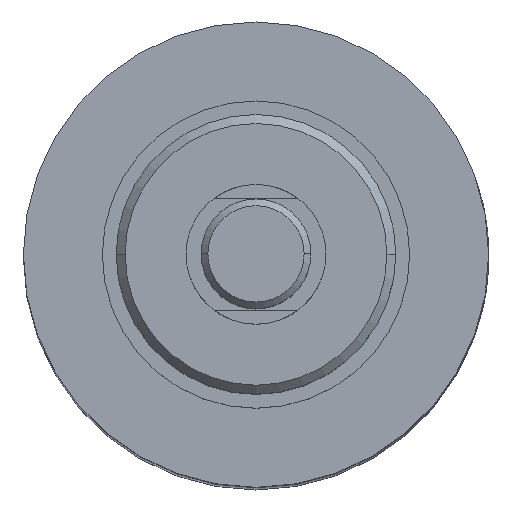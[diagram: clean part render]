
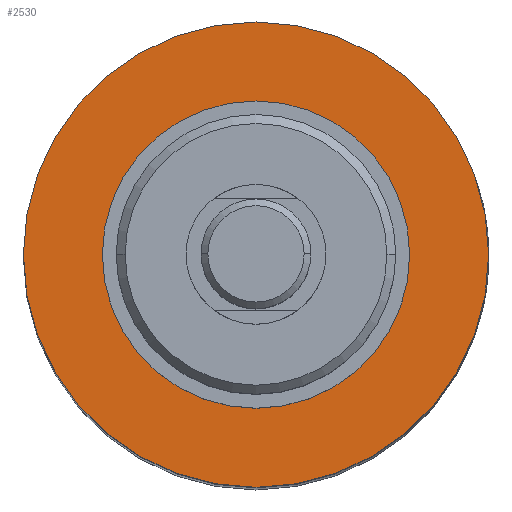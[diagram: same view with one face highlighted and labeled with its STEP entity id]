
A CAD part, top view. The second image highlights one B-rep face of the part: STEP entity #2530.
In plain terms, the highlighted planar face has unit normal (0, 0, 1).
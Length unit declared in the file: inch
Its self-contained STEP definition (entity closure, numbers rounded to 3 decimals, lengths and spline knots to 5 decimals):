
#12 = DIRECTION ( 'NONE',  ( 1., 0., 0. ) ) ;
#15 = DIRECTION ( 'NONE',  ( 1., 0., 0. ) ) ;
#23 = CARTESIAN_POINT ( 'NONE',  ( 0., 0., 0.92 ) ) ;
#44 = DIRECTION ( 'NONE',  ( 1., 0., 0. ) ) ;
#101 = FACE_BOUND ( 'NONE', #589, .T. ) ;
#247 = DIRECTION ( 'NONE',  ( 1., 0., 0. ) ) ;
#313 = CIRCLE ( 'NONE', #504, 0.68675 ) ;
#483 = DIRECTION ( 'NONE',  ( 0., 0., 1. ) ) ;
#504 = AXIS2_PLACEMENT_3D ( 'NONE', #1213, #2754, #1441 ) ;
#589 = EDGE_LOOP ( 'NONE', ( #2885, #2738 ) ) ;
#605 = VERTEX_POINT ( 'NONE', #838 ) ;
#662 = CARTESIAN_POINT ( 'NONE',  ( 0.68675, 0., 0.92 ) ) ;
#784 = AXIS2_PLACEMENT_3D ( 'NONE', #2691, #1371, #15 ) ;
#811 = CIRCLE ( 'NONE', #1166, 1.04 ) ;
#838 = CARTESIAN_POINT ( 'NONE',  ( 1.04, 0., 0.92 ) ) ;
#865 = AXIS2_PLACEMENT_3D ( 'NONE', #2689, #1369, #12 ) ;
#915 = CIRCLE ( 'NONE', #784, 0.68675 ) ;
#1080 = EDGE_CURVE ( 'NONE', #605, #2378, #1341, .T. ) ;
#1110 = EDGE_CURVE ( 'NONE', #2378, #605, #811, .T. ) ;
#1166 = AXIS2_PLACEMENT_3D ( 'NONE', #23, #1605, #247 ) ;
#1213 = CARTESIAN_POINT ( 'NONE',  ( 0., 0., 0.92 ) ) ;
#1314 = FACE_OUTER_BOUND ( 'NONE', #1416, .T. ) ;
#1341 = CIRCLE ( 'NONE', #865, 1.04 ) ;
#1369 = DIRECTION ( 'NONE',  ( 0., 0., 1. ) ) ;
#1371 = DIRECTION ( 'NONE',  ( 0., 0., 1. ) ) ;
#1416 = EDGE_LOOP ( 'NONE', ( #2130, #1546 ) ) ;
#1441 = DIRECTION ( 'NONE',  ( 1., 0., 0. ) ) ;
#1546 = ORIENTED_EDGE ( 'NONE', *, *, #1080, .T. ) ;
#1605 = DIRECTION ( 'NONE',  ( 0., 0., 1. ) ) ;
#1982 = CARTESIAN_POINT ( 'NONE',  ( -0.68675, 0., 0.92 ) ) ;
#2130 = ORIENTED_EDGE ( 'NONE', *, *, #1110, .T. ) ;
#2133 = AXIS2_PLACEMENT_3D ( 'NONE', #2713, #483, #44 ) ;
#2237 = CARTESIAN_POINT ( 'NONE',  ( -1.04, 0., 0.92 ) ) ;
#2288 = VERTEX_POINT ( 'NONE', #1982 ) ;
#2365 = VERTEX_POINT ( 'NONE', #662 ) ;
#2378 = VERTEX_POINT ( 'NONE', #2237 ) ;
#2423 = EDGE_CURVE ( 'NONE', #2365, #2288, #915, .T. ) ;
#2492 = PLANE ( 'NONE',  #2133 ) ;
#2530 = ADVANCED_FACE ( 'NONE', ( #1314, #101 ), #2492, .T. ) ;
#2689 = CARTESIAN_POINT ( 'NONE',  ( 0., 0., 0.92 ) ) ;
#2691 = CARTESIAN_POINT ( 'NONE',  ( 0., 0., 0.92 ) ) ;
#2713 = CARTESIAN_POINT ( 'NONE',  ( 0., 0., 0.92 ) ) ;
#2738 = ORIENTED_EDGE ( 'NONE', *, *, #2423, .F. ) ;
#2754 = DIRECTION ( 'NONE',  ( 0., 0., 1. ) ) ;
#2865 = EDGE_CURVE ( 'NONE', #2288, #2365, #313, .T. ) ;
#2885 = ORIENTED_EDGE ( 'NONE', *, *, #2865, .F. ) ;
